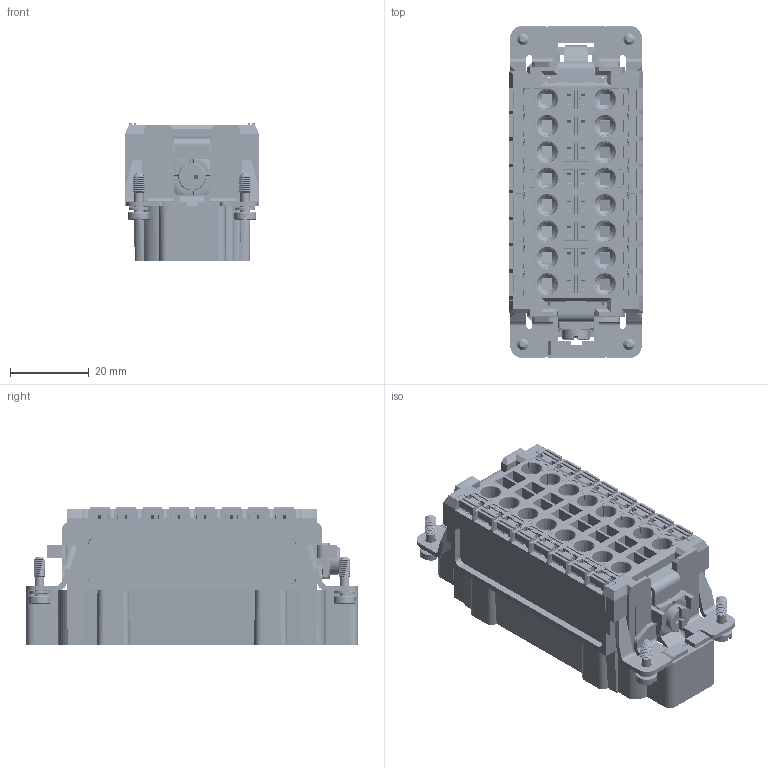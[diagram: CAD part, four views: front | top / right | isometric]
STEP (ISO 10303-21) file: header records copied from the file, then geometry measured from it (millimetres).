
FILE_DESCRIPTION(/* description */ (''),/* implementation_level */ '2;1');
FILE_NAME(/* name */ 'HE-016-MQ P.stp',/* time_stamp */ '2023-08-10T20:53:32+08:00',/* author */ (''),/* organization */ (''),/* preprocessor_version */ 'ST-DEVELOPER v18.1',/* originating_system */ 'SIEMENS PLM Software NX 1980',/* authorisation */ '');
FILE_SCHEMA (('AUTOMOTIVE_DESIGN { 1 0 10303 214 3 1 1 1 }'));
Products named in the file (1): _model1
Bounding box: 34 x 84.3 x 35.1 mm (x, y, z)
Volume: 36868.5 mm3; surface area: 52491.5 mm2
Topology: 9 solids, 9 shells, 6465 faces, 18762 edges, 12210 vertices
Faces by surface type: plane 4537, cylinder 1246, torus 296, cone 200, bspline 122, sphere 64
Full cylindrical faces by diameter (mm): 1.45 x16, 2.4 x4, 2.5 x16, 2.6 x16, 3.2 x16, 3.4 x16, 5.6 x4
Entity records: 264624 total; most frequent: CARTESIAN_POINT 57195, ORIENTED_EDGE 36828, DIRECTION 32665, EDGE_CURVE 18414, LINE 14031, VECTOR 14031, VERTEX_POINT 12084, AXIS2_PLACEMENT_3D 9317
